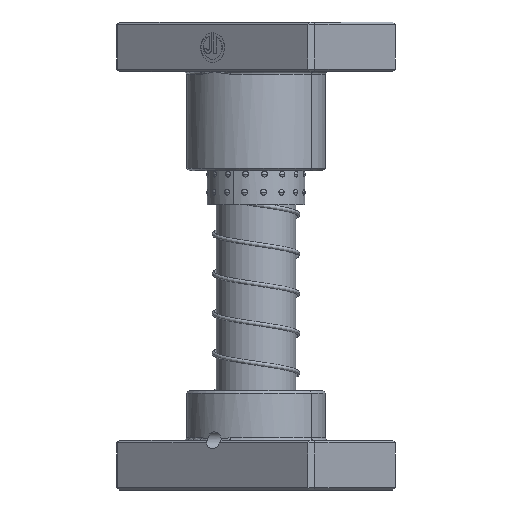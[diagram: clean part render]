
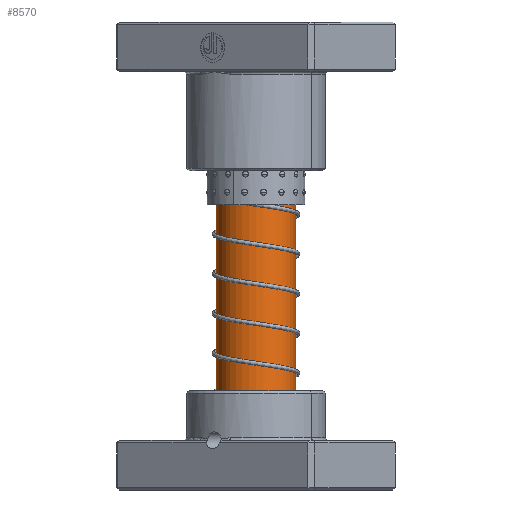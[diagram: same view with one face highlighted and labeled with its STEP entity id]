
A CAD part, front view. The second image highlights one B-rep face of the part: STEP entity #8570.
In plain terms, the highlighted cylindrical face has radius 16 mm (diameter 32 mm), a partial arc.
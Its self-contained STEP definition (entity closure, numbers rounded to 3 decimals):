
#1402 = ORIENTED_EDGE ( 'NONE', *, *, #28287, .T. ) ;
#1428 = AXIS2_PLACEMENT_3D ( 'NONE', #11187, #33813, #14470 ) ;
#1858 = ORIENTED_EDGE ( 'NONE', *, *, #30669, .T. ) ;
#2436 = EDGE_CURVE ( 'NONE', #36011, #8408, #31755, .T. ) ;
#2935 = CARTESIAN_POINT ( 'NONE',  ( 16., 0., 147. ) ) ;
#3591 = ORIENTED_EDGE ( 'NONE', *, *, #2436, .F. ) ;
#3661 = DIRECTION ( 'NONE',  ( 0., 0., -1. ) ) ;
#5101 = CIRCLE ( 'NONE', #1428, 16. ) ;
#5482 = CARTESIAN_POINT ( 'NONE',  ( -16., 0., 147. ) ) ;
#5501 = DIRECTION ( 'NONE',  ( 0., 0., -1. ) ) ;
#6748 = CYLINDRICAL_SURFACE ( 'NONE', #30594, 16. ) ;
#7244 = CIRCLE ( 'NONE', #25776, 16. ) ;
#8143 = DIRECTION ( 'NONE',  ( 0., 0., -1. ) ) ;
#8408 = VERTEX_POINT ( 'NONE', #21663 ) ;
#8570 = ADVANCED_FACE ( 'NONE', ( #24010 ), #6748, .T. ) ;
#9871 = DIRECTION ( 'NONE',  ( -1., 0., 0. ) ) ;
#10688 = EDGE_CURVE ( 'NONE', #8408, #40815, #5101, .T. ) ;
#11187 = CARTESIAN_POINT ( 'NONE',  ( 0., 0., 24.25 ) ) ;
#13133 = CARTESIAN_POINT ( 'NONE',  ( 0., 0., 150. ) ) ;
#14470 = DIRECTION ( 'NONE',  ( -1., 0., 0. ) ) ;
#19083 = ORIENTED_EDGE ( 'NONE', *, *, #10688, .F. ) ;
#21663 = CARTESIAN_POINT ( 'NONE',  ( 16., 0., 24.25 ) ) ;
#22444 = DIRECTION ( 'NONE',  ( 0., 0., -1. ) ) ;
#22735 = VECTOR ( 'NONE', #5501, 1000. ) ;
#22918 = VERTEX_POINT ( 'NONE', #5482 ) ;
#24010 = FACE_OUTER_BOUND ( 'NONE', #37107, .T. ) ;
#24909 = CARTESIAN_POINT ( 'NONE',  ( -16., 0., 150. ) ) ;
#25776 = AXIS2_PLACEMENT_3D ( 'NONE', #27554, #8143, #30802 ) ;
#27554 = CARTESIAN_POINT ( 'NONE',  ( 0., 0., 147. ) ) ;
#28287 = EDGE_CURVE ( 'NONE', #36011, #22918, #7244, .T. ) ;
#30594 = AXIS2_PLACEMENT_3D ( 'NONE', #13133, #3661, #9871 ) ;
#30669 = EDGE_CURVE ( 'NONE', #22918, #40815, #31297, .T. ) ;
#30802 = DIRECTION ( 'NONE',  ( 1., 0., 0. ) ) ;
#31297 = LINE ( 'NONE', #24909, #22735 ) ;
#31755 = LINE ( 'NONE', #38478, #40258 ) ;
#33813 = DIRECTION ( 'NONE',  ( 0., 0., -1. ) ) ;
#36011 = VERTEX_POINT ( 'NONE', #2935 ) ;
#36636 = CARTESIAN_POINT ( 'NONE',  ( -16., 0., 24.25 ) ) ;
#37107 = EDGE_LOOP ( 'NONE', ( #3591, #1402, #1858, #19083 ) ) ;
#38478 = CARTESIAN_POINT ( 'NONE',  ( 16., 0., 150. ) ) ;
#40258 = VECTOR ( 'NONE', #22444, 1000. ) ;
#40815 = VERTEX_POINT ( 'NONE', #36636 ) ;
